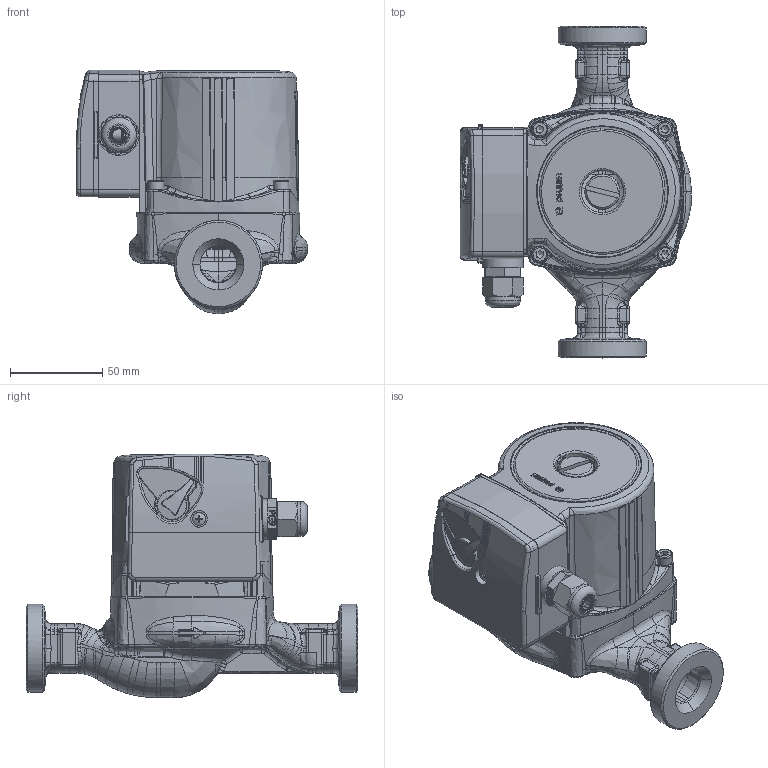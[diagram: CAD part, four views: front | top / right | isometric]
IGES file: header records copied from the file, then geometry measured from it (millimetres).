
Global section: file name: 015P1009 (RWS 25-60SN); native system: AutoCAD 2021 — Русский (Russian),62HAutod; preprocessor: esk Translation Framework DWG producer (atf_dwg_producer); organization: unknown; date: 20230326.202643; units: millimetre
Bounding box: 125.36 x 180 x 132.16 mm (x, y, z)
Volume: 301637.3 mm3; surface area: 180605.1 mm2
Topology: 27 solids, 27 shells, 3369 faces, 9291 edges, 5969 vertices
Faces by surface type: bspline 3333, offset 36
